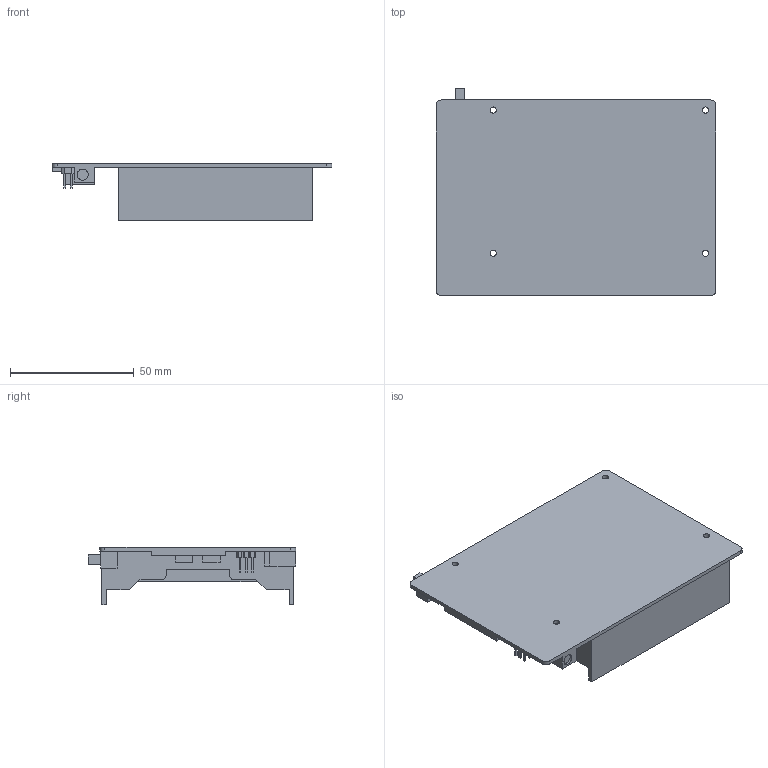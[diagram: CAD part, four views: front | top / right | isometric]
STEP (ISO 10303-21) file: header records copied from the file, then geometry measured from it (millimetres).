
FILE_DESCRIPTION((''),'2;1');
FILE_NAME('UPSPOWERMODULE','2021-06-18T',('Administrator'),(''),'PRO/ENGINEER BY PARAMETRIC TECHNOLOGY CORPORATION, 2001280','PRO/ENGINEER BY PARAMETRIC TECHNOLOGY CORPORATION, 2001280','');
FILE_SCHEMA(('CONFIG_CONTROL_DESIGN'));
Length unit declared in the file: millimetre
Products named in the file (1): UPSPOWERMODULE
Bounding box: 113.2 x 83.9 x 23.2 mm (x, y, z)
Volume: 41460.5 mm3; surface area: 33449.2 mm2
Topology: 1 solids, 1 shells, 170 faces, 492 edges, 328 vertices
Faces by surface type: plane 150, cylinder 20
Entity records: 5608 total; most frequent: CARTESIAN_POINT 1020, ORIENTED_EDGE 984, DIRECTION 872, EDGE_CURVE 492, VECTOR 436, LINE 436, VERTEX_POINT 328, AXIS2_PLACEMENT_3D 218
